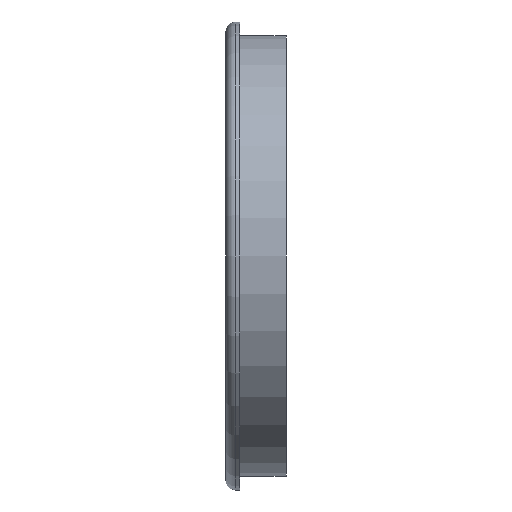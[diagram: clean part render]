
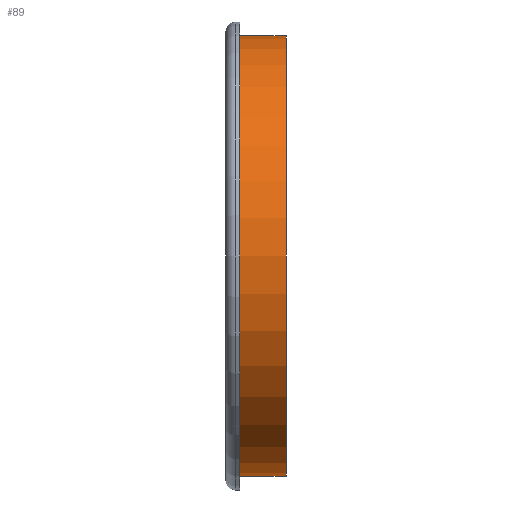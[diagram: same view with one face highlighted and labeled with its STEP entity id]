
A CAD part, left-side view. The second image highlights one B-rep face of the part: STEP entity #89.
In plain terms, the highlighted cylindrical face has radius 238 mm (diameter 476 mm), a partial arc.
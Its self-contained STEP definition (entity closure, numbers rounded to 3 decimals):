
#22 = EDGE_LOOP ( 'NONE', ( #33, #456, #208, #500 ) ) ;
#33 = ORIENTED_EDGE ( 'NONE', *, *, #390, .F. ) ;
#44 = VERTEX_POINT ( 'NONE', #228 ) ;
#60 = DIRECTION ( 'NONE',  ( 0., 1., 0. ) ) ;
#61 = EDGE_CURVE ( 'NONE', #485, #305, #395, .T. ) ;
#89 = ADVANCED_FACE ( 'NONE', ( #355 ), #274, .T. ) ;
#116 = LINE ( 'NONE', #411, #280 ) ;
#137 = EDGE_CURVE ( 'NONE', #305, #365, #360, .T. ) ;
#145 = CARTESIAN_POINT ( 'NONE',  ( 0., -50., 0. ) ) ;
#148 = CARTESIAN_POINT ( 'NONE',  ( 0., -50., 238. ) ) ;
#152 = DIRECTION ( 'NONE',  ( 0., 0., 1. ) ) ;
#208 = ORIENTED_EDGE ( 'NONE', *, *, #137, .T. ) ;
#228 = CARTESIAN_POINT ( 'NONE',  ( 0., 0., -238. ) ) ;
#239 = CARTESIAN_POINT ( 'NONE',  ( 0., -50., -238. ) ) ;
#256 = AXIS2_PLACEMENT_3D ( 'NONE', #145, #318, #482 ) ;
#269 = DIRECTION ( 'NONE',  ( 0., 1., 0. ) ) ;
#274 = CYLINDRICAL_SURFACE ( 'NONE', #256, 238. ) ;
#277 = DIRECTION ( 'NONE',  ( 0., 1., 0. ) ) ;
#280 = VECTOR ( 'NONE', #277, 1000. ) ;
#283 = CARTESIAN_POINT ( 'NONE',  ( 0., 0., 0. ) ) ;
#305 = VERTEX_POINT ( 'NONE', #331 ) ;
#312 = CIRCLE ( 'NONE', #373, 238. ) ;
#318 = DIRECTION ( 'NONE',  ( 0., 1., 0. ) ) ;
#331 = CARTESIAN_POINT ( 'NONE',  ( 0., -50., 238. ) ) ;
#355 = FACE_OUTER_BOUND ( 'NONE', #22, .T. ) ;
#358 = VECTOR ( 'NONE', #60, 1000. ) ;
#360 = LINE ( 'NONE', #148, #358 ) ;
#361 = CARTESIAN_POINT ( 'NONE',  ( 0., 0., 238. ) ) ;
#365 = VERTEX_POINT ( 'NONE', #361 ) ;
#373 = AXIS2_PLACEMENT_3D ( 'NONE', #283, #269, #444 ) ;
#390 = EDGE_CURVE ( 'NONE', #485, #44, #116, .T. ) ;
#395 = CIRCLE ( 'NONE', #428, 238. ) ;
#401 = CARTESIAN_POINT ( 'NONE',  ( 0., -50., 0. ) ) ;
#411 = CARTESIAN_POINT ( 'NONE',  ( 0., -50., -238. ) ) ;
#428 = AXIS2_PLACEMENT_3D ( 'NONE', #401, #492, #152 ) ;
#430 = EDGE_CURVE ( 'NONE', #44, #365, #312, .T. ) ;
#444 = DIRECTION ( 'NONE',  ( 0., 0., 1. ) ) ;
#456 = ORIENTED_EDGE ( 'NONE', *, *, #61, .T. ) ;
#482 = DIRECTION ( 'NONE',  ( 0., 0., 1. ) ) ;
#485 = VERTEX_POINT ( 'NONE', #239 ) ;
#492 = DIRECTION ( 'NONE',  ( 0., 1., 0. ) ) ;
#500 = ORIENTED_EDGE ( 'NONE', *, *, #430, .F. ) ;
